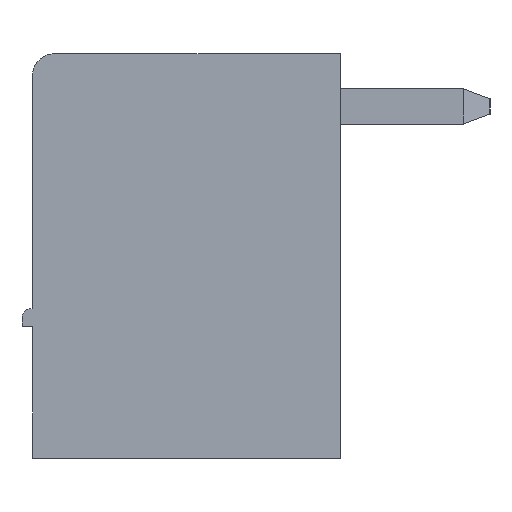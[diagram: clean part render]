
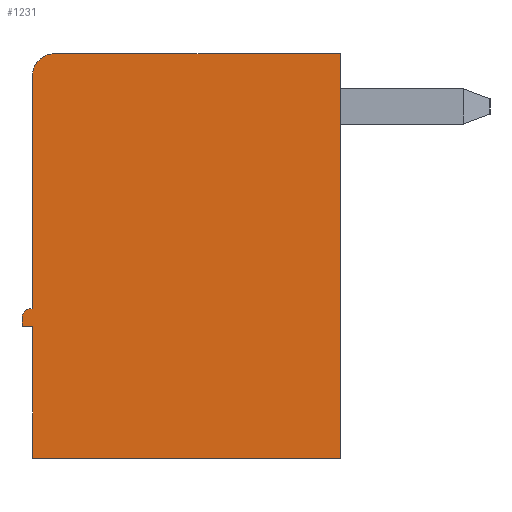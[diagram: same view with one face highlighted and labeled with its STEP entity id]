
A CAD part, left-side view. The second image highlights one B-rep face of the part: STEP entity #1231.
In plain terms, the highlighted planar face has unit normal (-1, 0, 0).
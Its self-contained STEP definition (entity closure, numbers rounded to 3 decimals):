
#191=CIRCLE('',#11692,0.2);
#192=CIRCLE('',#11693,0.5);
#665=FACE_OUTER_BOUND('',#2414,.T.);
#1231=ADVANCED_FACE('',(#665),#1780,.T.);
#1780=PLANE('',#11694);
#2414=EDGE_LOOP('',(#5103,#5104,#5105,#5106,#5107,#5108,#5109,#5110,#5111,
#5112));
#5103=ORIENTED_EDGE('',*,*,#8008,.F.);
#5104=ORIENTED_EDGE('',*,*,#8009,.F.);
#5105=ORIENTED_EDGE('',*,*,#8010,.F.);
#5106=ORIENTED_EDGE('',*,*,#8011,.F.);
#5107=ORIENTED_EDGE('',*,*,#8012,.F.);
#5108=ORIENTED_EDGE('',*,*,#8013,.F.);
#5109=ORIENTED_EDGE('',*,*,#8014,.F.);
#5110=ORIENTED_EDGE('',*,*,#6905,.F.);
#5111=ORIENTED_EDGE('',*,*,#8015,.F.);
#5112=ORIENTED_EDGE('',*,*,#8016,.F.);
#5881=VERTEX_POINT('',#15042);
#5883=VERTEX_POINT('',#15046);
#6539=VERTEX_POINT('',#17317);
#6540=VERTEX_POINT('',#17318);
#6541=VERTEX_POINT('',#17320);
#6542=VERTEX_POINT('',#17322);
#6543=VERTEX_POINT('',#17324);
#6544=VERTEX_POINT('',#17326);
#6545=VERTEX_POINT('',#17328);
#6546=VERTEX_POINT('',#17331);
#6905=EDGE_CURVE('',#5883,#5881,#8462,.T.);
#8008=EDGE_CURVE('',#6539,#6540,#9507,.T.);
#8009=EDGE_CURVE('',#6541,#6539,#9508,.T.);
#8010=EDGE_CURVE('',#6542,#6541,#191,.T.);
#8011=EDGE_CURVE('',#6543,#6542,#9509,.T.);
#8012=EDGE_CURVE('',#6544,#6543,#9510,.T.);
#8013=EDGE_CURVE('',#6545,#6544,#9511,.T.);
#8014=EDGE_CURVE('',#5881,#6545,#9512,.T.);
#8015=EDGE_CURVE('',#6546,#5883,#9513,.T.);
#8016=EDGE_CURVE('',#6540,#6546,#192,.T.);
#8462=LINE('',#15047,#9943);
#9507=LINE('',#17316,#10988);
#9508=LINE('',#17319,#10989);
#9509=LINE('',#17323,#10990);
#9510=LINE('',#17325,#10991);
#9511=LINE('',#17327,#10992);
#9512=LINE('',#17329,#10993);
#9513=LINE('',#17330,#10994);
#9943=VECTOR('',#12056,1.);
#10988=VECTOR('',#14135,1.);
#10989=VECTOR('',#14136,1.);
#10990=VECTOR('',#14139,1.);
#10991=VECTOR('',#14140,1.);
#10992=VECTOR('',#14141,1.);
#10993=VECTOR('',#14142,1.);
#10994=VECTOR('',#14143,1.);
#11692=AXIS2_PLACEMENT_3D('',#17321,#14137,#14138);
#11693=AXIS2_PLACEMENT_3D('',#17332,#14144,#14145);
#11694=AXIS2_PLACEMENT_3D('',#17333,#14146,#14147);
#12056=DIRECTION('',(0.,0.,-1.));
#14135=DIRECTION('',(0.,0.,1.));
#14136=DIRECTION('',(0.,-1.,0.));
#14137=DIRECTION('',(1.,0.,0.));
#14138=DIRECTION('',(0.,1.,0.));
#14139=DIRECTION('',(0.,0.,1.));
#14140=DIRECTION('',(0.,1.,0.));
#14141=DIRECTION('',(0.,0.,1.));
#14142=DIRECTION('',(0.,1.,0.));
#14143=DIRECTION('',(0.,-1.,0.));
#14144=DIRECTION('',(1.,0.,0.));
#14145=DIRECTION('',(0.,1.,0.));
#14146=DIRECTION('',(-1.,0.,0.));
#14147=DIRECTION('',(0.,0.,1.));
#15042=CARTESIAN_POINT('',(2.67,0.05,98.8));
#15046=CARTESIAN_POINT('',(2.67,0.05,108.));
#15047=CARTESIAN_POINT('',(2.67,0.05,108.));
#17316=CARTESIAN_POINT('',(2.67,7.05,102.2));
#17317=CARTESIAN_POINT('',(2.67,7.05,102.2));
#17318=CARTESIAN_POINT('',(2.67,7.05,107.5));
#17319=CARTESIAN_POINT('',(2.67,7.09,102.2));
#17320=CARTESIAN_POINT('',(2.67,7.09,102.2));
#17321=CARTESIAN_POINT('',(2.67,7.09,102.));
#17322=CARTESIAN_POINT('',(2.67,7.29,102.));
#17323=CARTESIAN_POINT('',(2.67,7.29,101.8));
#17324=CARTESIAN_POINT('',(2.67,7.29,101.8));
#17325=CARTESIAN_POINT('',(2.67,7.05,101.8));
#17326=CARTESIAN_POINT('',(2.67,7.05,101.8));
#17327=CARTESIAN_POINT('',(2.67,7.05,98.8));
#17328=CARTESIAN_POINT('',(2.67,7.05,98.8));
#17329=CARTESIAN_POINT('',(2.67,0.05,98.8));
#17330=CARTESIAN_POINT('',(2.67,6.55,108.));
#17331=CARTESIAN_POINT('',(2.67,6.55,108.));
#17332=CARTESIAN_POINT('',(2.67,6.55,107.5));
#17333=CARTESIAN_POINT('',(2.67,3.55,98.8));
